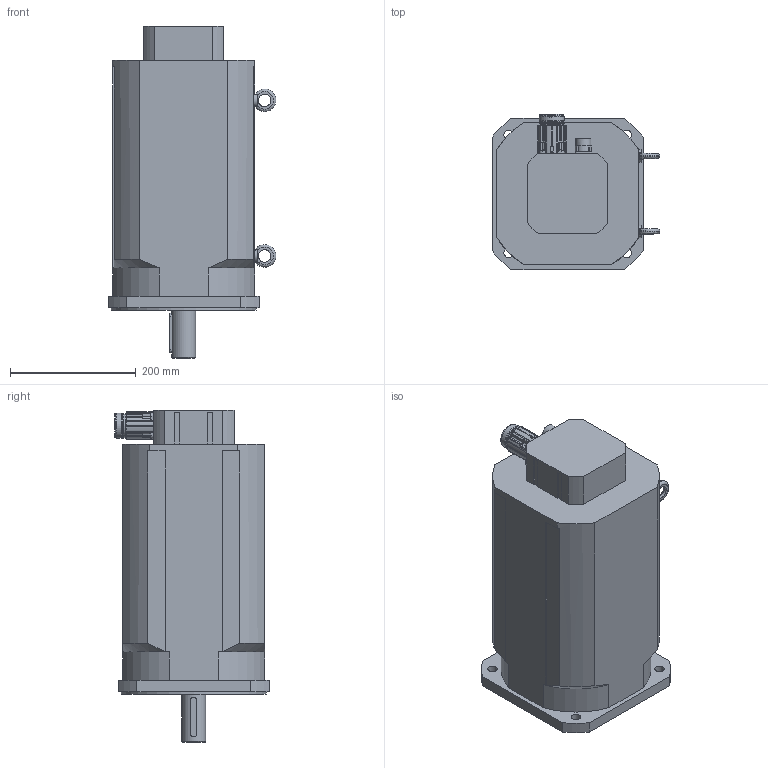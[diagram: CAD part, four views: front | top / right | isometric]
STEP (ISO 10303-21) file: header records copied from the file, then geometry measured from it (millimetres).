
FILE_DESCRIPTION((''),'2;1');
FILE_NAME('T8000 00 BP Z_6800.stp','2007-12-11T12:21:54',('oslejsek'),(''),'Autodesk Inventor 10','Autodesk Inventor 10','');
FILE_SCHEMA(('AUTOMOTIVE_DESIGN { 1 0 10303 214 1 1 1 1 }'));
Length unit declared in the file: millimetre
Products named in the file (5): T8000 00 BP Z_6800; T8000 00 BP_6800; DIN 580  (normální závit) M8 x 13; CEG; Konektor_rovny_res
Assembly tree (5 placements, depth 2):
  T8000 00 BP Z_6800
    T8000 00 BP_6800
    DIN 580  (normální závit) M8 x 13  x2
    CEG
    Konektor_rovny_res
Bounding box: 266.5 x 245.35 x 527 mm (x, y, z)
Volume: 19595193.7 mm3; surface area: 517606.6 mm2
Topology: 5 solids, 5 shells, 448 faces, 1171 edges, 770 vertices
Faces by surface type: plane 223, cylinder 162, cone 29, bspline 23, torus 11
Full cylindrical faces by diameter (mm): 2.3 x4, 2.7 x4, 3.8 x4, 4.2 x4, 5.4 x8, 6.9 x4, 7 x2, 7.2 x1, 8 x2, 8.7 x3, 20 x3, 24 x1, 33.9 x1, 34 x1, 35.1 x1, 37.2 x1, 37.5 x1, 37.8 x1, 38 x2, 40 x1, 40.3 x2, 45 x1, 230 x1
Entity records: 13744 total; most frequent: CARTESIAN_POINT 3448, DIRECTION 2200, ORIENTED_EDGE 1972, EDGE_CURVE 986, AXIS2_PLACEMENT_3D 849, VERTEX_POINT 693, EDGE_LOOP 587, VECTOR 502
